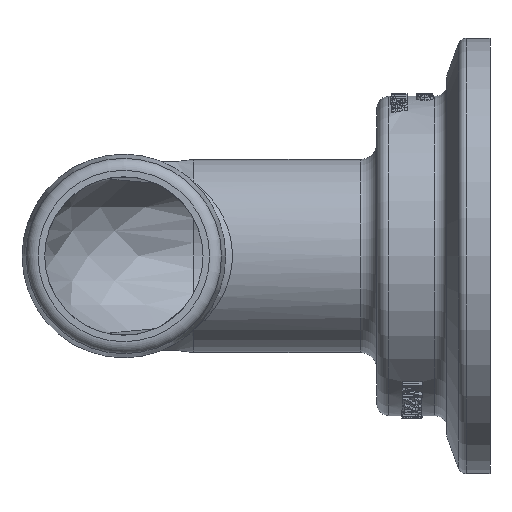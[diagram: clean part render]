
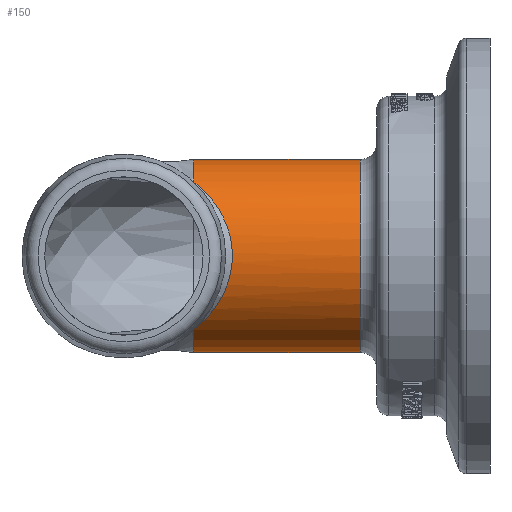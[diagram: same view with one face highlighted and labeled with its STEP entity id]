
A CAD part, front view. The second image highlights one B-rep face of the part: STEP entity #150.
In plain terms, the highlighted cylindrical face has radius 18.415 mm (diameter 36.83 mm), a full revolution.
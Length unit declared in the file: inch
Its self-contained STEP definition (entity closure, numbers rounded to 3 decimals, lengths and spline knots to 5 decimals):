
#79=CARTESIAN_POINT('',(1.775,0.725,0.0));
#80=VERTEX_POINT('',#79);
#81=CARTESIAN_POINT('',(1.775,0.0,0.0));
#82=DIRECTION('',(1.0,0.0,0.0));
#83=DIRECTION('',(0.0,-1.0,0.0));
#84=AXIS2_PLACEMENT_3D('',#81,#82,#83);
#85=CIRCLE('',#84,0.725);
#86=EDGE_CURVE('',#80,#80,#85,.T.);
#122=CARTESIAN_POINT('',(1.2125,0.0,0.0));
#123=DIRECTION('',(1.0,0.0,0.0));
#124=DIRECTION('',(0.0,1.0,0.0));
#125=AXIS2_PLACEMENT_3D('',#122,#123,#124);
#126=CYLINDRICAL_SURFACE('',#125,0.725);
#127=CARTESIAN_POINT('',(0.525,-0.46702,-0.55454));
#128=VERTEX_POINT('',#127);
#129=CARTESIAN_POINT('',(0.525,-0.46702,0.55454));
#130=VERTEX_POINT('',#129);
#131=CARTESIAN_POINT('',(0.,0.0,0.0));
#132=DIRECTION('',(-0.665,-0.747,0.0));
#133=DIRECTION('',(0.747,-0.665,0.0));
#134=AXIS2_PLACEMENT_3D('',#131,#132,#133);
#135=ELLIPSE('',#134,1.0908,0.725);
#136=EDGE_CURVE('',#128,#130,#135,.T.);
#137=ORIENTED_EDGE('',*,*,#136,.F.);
#138=CARTESIAN_POINT('',(0.525,0.0,0.0));
#139=DIRECTION('',(1.0,0.0,0.0));
#140=DIRECTION('',(0.0,1.0,0.0));
#141=AXIS2_PLACEMENT_3D('',#138,#139,#140);
#142=CIRCLE('',#141,0.725);
#143=EDGE_CURVE('',#128,#130,#142,.T.);
#144=ORIENTED_EDGE('',*,*,#143,.T.);
#145=EDGE_LOOP('',(#137,#144));
#146=FACE_OUTER_BOUND('',#145,.T.);
#147=ORIENTED_EDGE('',*,*,#86,.F.);
#148=EDGE_LOOP('',(#147));
#149=FACE_BOUND('',#148,.T.);
#150=ADVANCED_FACE('',(#146,#149),#126,.T.);
